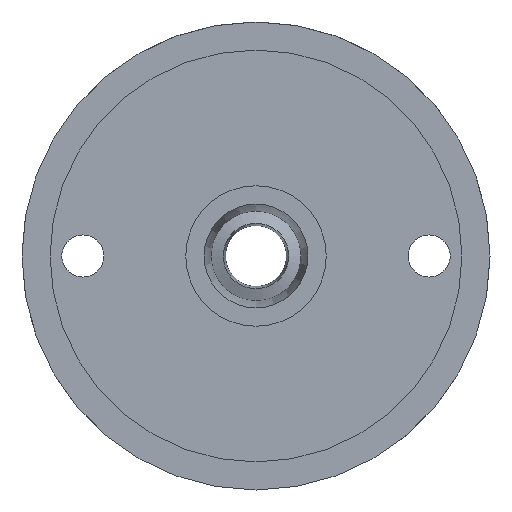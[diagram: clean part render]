
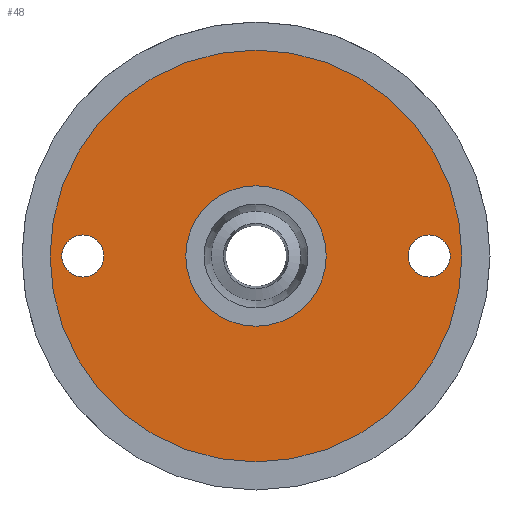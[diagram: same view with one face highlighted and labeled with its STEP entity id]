
A CAD part, front view. The second image highlights one B-rep face of the part: STEP entity #48.
In plain terms, the highlighted planar face has unit normal (0, -1, 0).
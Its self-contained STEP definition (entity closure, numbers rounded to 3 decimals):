
#48 = ADVANCED_FACE( '', ( #107, #108, #109, #110 ), #111, .F. );
#107 = FACE_BOUND( '', #222, .T. );
#108 = FACE_BOUND( '', #223, .T. );
#109 = FACE_BOUND( '', #224, .T. );
#110 = FACE_OUTER_BOUND( '', #225, .T. );
#111 = PLANE( '', #226 );
#222 = EDGE_LOOP( '', ( #303 ) );
#223 = EDGE_LOOP( '', ( #304 ) );
#224 = EDGE_LOOP( '', ( #305 ) );
#225 = EDGE_LOOP( '', ( #306 ) );
#226 = AXIS2_PLACEMENT_3D( '', #307, #308, #309 );
#303 = ORIENTED_EDGE( '', *, *, #410, .F. );
#304 = ORIENTED_EDGE( '', *, *, #411, .F. );
#305 = ORIENTED_EDGE( '', *, *, #412, .F. );
#306 = ORIENTED_EDGE( '', *, *, #413, .T. );
#307 = CARTESIAN_POINT( '', ( 44., 5.5, 0. ) );
#308 = DIRECTION( '', ( 0., 1., 0. ) );
#309 = DIRECTION( '', ( 0., 0., 1. ) );
#410 = EDGE_CURVE( '', #458, #458, #459, .T. );
#411 = EDGE_CURVE( '', #460, #460, #461, .F. );
#412 = EDGE_CURVE( '', #462, #462, #463, .F. );
#413 = EDGE_CURVE( '', #464, #464, #465, .T. );
#458 = VERTEX_POINT( '', #662 );
#459 = CIRCLE( '', #663, 15. );
#460 = VERTEX_POINT( '', #664 );
#461 = CIRCLE( '', #665, 4.5 );
#462 = VERTEX_POINT( '', #666 );
#463 = CIRCLE( '', #667, 4.5 );
#464 = VERTEX_POINT( '', #668 );
#465 = CIRCLE( '', #669, 44. );
#662 = CARTESIAN_POINT( '', ( 0., 5.5, -15. ) );
#663 = AXIS2_PLACEMENT_3D( '', #767, #768, #769 );
#664 = CARTESIAN_POINT( '', ( 37., 5.5, 4.5 ) );
#665 = AXIS2_PLACEMENT_3D( '', #770, #771, #772 );
#666 = CARTESIAN_POINT( '', ( -37., 5.5, 4.5 ) );
#667 = AXIS2_PLACEMENT_3D( '', #773, #774, #775 );
#668 = CARTESIAN_POINT( '', ( 0., 5.5, -44. ) );
#669 = AXIS2_PLACEMENT_3D( '', #776, #777, #778 );
#767 = CARTESIAN_POINT( '', ( 0., 5.5, 0. ) );
#768 = DIRECTION( '', ( 0., -1., 0. ) );
#769 = DIRECTION( '', ( 0., 0., -1. ) );
#770 = CARTESIAN_POINT( '', ( 37., 5.5, 0. ) );
#771 = DIRECTION( '', ( 0., 1., 0. ) );
#772 = DIRECTION( '', ( 0., 0., 1. ) );
#773 = CARTESIAN_POINT( '', ( -37., 5.5, 0. ) );
#774 = DIRECTION( '', ( 0., 1., 0. ) );
#775 = DIRECTION( '', ( 0., 0., 1. ) );
#776 = CARTESIAN_POINT( '', ( 0., 5.5, 0. ) );
#777 = DIRECTION( '', ( 0., -1., 0. ) );
#778 = DIRECTION( '', ( 0., 0., -1. ) );
